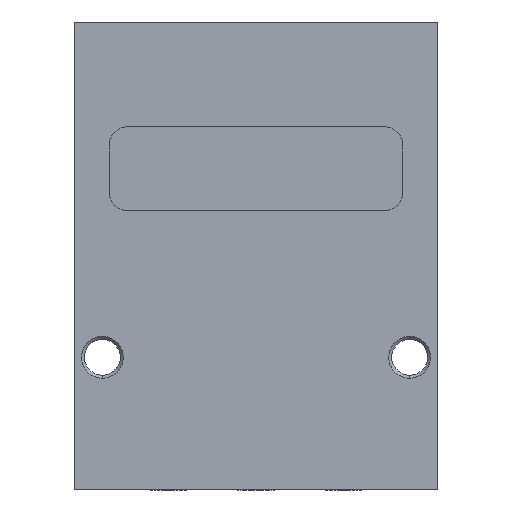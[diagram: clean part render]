
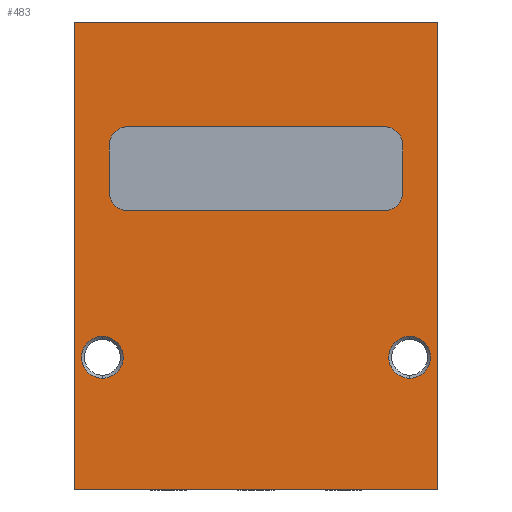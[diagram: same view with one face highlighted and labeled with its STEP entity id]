
A CAD part, front view. The second image highlights one B-rep face of the part: STEP entity #483.
In plain terms, the highlighted planar face has unit normal (0, -1, 0).
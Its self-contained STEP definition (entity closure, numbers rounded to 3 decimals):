
#483=ADVANCED_FACE('NONE',(#1220,#1221,#1222,#1223),#1224,.F.);
#1220=FACE_OUTER_BOUND('',#2259,.T.);
#1221=FACE_BOUND('',#2260,.T.);
#1222=FACE_BOUND('',#2261,.T.);
#1223=FACE_BOUND('',#2262,.T.);
#1224=PLANE('',#2263);
#2259=EDGE_LOOP('',(#3615,#3616,#3617,#3618));
#2260=EDGE_LOOP('',(#3619,#3620));
#2261=EDGE_LOOP('',(#3621,#3622));
#2262=EDGE_LOOP('',(#3623,#3624,#3625,#3626,#3627,#3628,#3629,#3630));
#2263=AXIS2_PLACEMENT_3D('',#3631,#3632,#3633);
#3615=ORIENTED_EDGE('',*,*,#6090,.F.);
#3616=ORIENTED_EDGE('',*,*,#6091,.F.);
#3617=ORIENTED_EDGE('',*,*,#6092,.F.);
#3618=ORIENTED_EDGE('',*,*,#6093,.F.);
#3619=ORIENTED_EDGE('',*,*,#6094,.F.);
#3620=ORIENTED_EDGE('',*,*,#6095,.F.);
#3621=ORIENTED_EDGE('',*,*,#6096,.F.);
#3622=ORIENTED_EDGE('',*,*,#6097,.F.);
#3623=ORIENTED_EDGE('',*,*,#6098,.F.);
#3624=ORIENTED_EDGE('',*,*,#6099,.F.);
#3625=ORIENTED_EDGE('',*,*,#6100,.F.);
#3626=ORIENTED_EDGE('',*,*,#6101,.F.);
#3627=ORIENTED_EDGE('',*,*,#6102,.F.);
#3628=ORIENTED_EDGE('',*,*,#5912,.F.);
#3629=ORIENTED_EDGE('',*,*,#6103,.F.);
#3630=ORIENTED_EDGE('',*,*,#6022,.F.);
#3631=CARTESIAN_POINT('',(-16.51,0.0,-21.273));
#3632=DIRECTION('',(0.0,1.0,0.0));
#3633=DIRECTION('',(1.0,0.0,-0.0));
#5912=EDGE_CURVE('NONE',#7032,#7027,#7034,.T.);
#6022=EDGE_CURVE('NONE',#7215,#7211,#7217,.T.);
#6090=EDGE_CURVE('NONE',#7322,#7323,#7324,.T.);
#6091=EDGE_CURVE('NONE',#7325,#7322,#7326,.T.);
#6092=EDGE_CURVE('NONE',#7327,#7325,#7328,.T.);
#6093=EDGE_CURVE('NONE',#7323,#7327,#7329,.T.);
#6094=EDGE_CURVE('NONE',#7330,#7331,#7332,.T.);
#6095=EDGE_CURVE('NONE',#7331,#7330,#7333,.T.);
#6096=EDGE_CURVE('NONE',#7334,#7335,#7336,.T.);
#6097=EDGE_CURVE('NONE',#7335,#7334,#7337,.T.);
#6098=EDGE_CURVE('NONE',#7338,#7215,#7339,.T.);
#6099=EDGE_CURVE('NONE',#7340,#7338,#7341,.T.);
#6100=EDGE_CURVE('NONE',#7342,#7340,#7343,.T.);
#6101=EDGE_CURVE('NONE',#7344,#7342,#7345,.T.);
#6102=EDGE_CURVE('NONE',#7027,#7344,#7346,.T.);
#6103=EDGE_CURVE('NONE',#7211,#7032,#7347,.T.);
#7027=VERTEX_POINT('NONE',#8529);
#7032=VERTEX_POINT('NONE',#8536);
#7034=LINE('',#8539,#8540);
#7211=VERTEX_POINT('NONE',#8764);
#7215=VERTEX_POINT('NONE',#8770);
#7217=LINE('',#8773,#8774);
#7322=VERTEX_POINT('NONE',#8906);
#7323=VERTEX_POINT('NONE',#8907);
#7324=LINE('',#8908,#8909);
#7325=VERTEX_POINT('NONE',#8910);
#7326=LINE('',#8911,#8912);
#7327=VERTEX_POINT('NONE',#8913);
#7328=LINE('',#8914,#8915);
#7329=LINE('',#8916,#8917);
#7330=VERTEX_POINT('NONE',#8918);
#7331=VERTEX_POINT('NONE',#8919);
#7332=CIRCLE('',#8920,1.905);
#7333=CIRCLE('',#8921,1.905);
#7334=VERTEX_POINT('NONE',#8922);
#7335=VERTEX_POINT('NONE',#8923);
#7336=CIRCLE('',#8924,1.905);
#7337=CIRCLE('',#8925,1.905);
#7338=VERTEX_POINT('NONE',#8926);
#7339=CIRCLE('',#8927,1.651);
#7340=VERTEX_POINT('NONE',#8928);
#7341=LINE('',#8929,#8930);
#7342=VERTEX_POINT('NONE',#8931);
#7343=CIRCLE('',#8932,1.651);
#7344=VERTEX_POINT('NONE',#8933);
#7345=LINE('',#8934,#8935);
#7346=CIRCLE('',#8936,1.651);
#7347=CIRCLE('',#8937,1.651);
#8529=CARTESIAN_POINT('',(11.684,0.0,4.128));
#8536=CARTESIAN_POINT('',(-11.684,0.0,4.128));
#8539=CARTESIAN_POINT('',(-16.51,0.0,4.128));
#8540=VECTOR('',#10290,1000.0);
#8764=CARTESIAN_POINT('',(-13.335,0.0,5.779));
#8770=CARTESIAN_POINT('',(-13.335,0.0,10.097));
#8773=CARTESIAN_POINT('',(-13.335,0.0,-21.273));
#8774=VECTOR('',#10443,1000.0);
#8906=CARTESIAN_POINT('',(16.51,0.0,-21.273));
#8907=CARTESIAN_POINT('',(-16.51,0.0,-21.273));
#8908=CARTESIAN_POINT('',(-16.51,0.0,-21.273));
#8909=VECTOR('',#10543,1000.0);
#8910=CARTESIAN_POINT('',(16.51,0.0,21.273));
#8911=CARTESIAN_POINT('',(16.51,0.0,-21.273));
#8912=VECTOR('',#10544,1000.0);
#8913=CARTESIAN_POINT('',(-16.51,0.0,21.273));
#8914=CARTESIAN_POINT('',(-16.51,0.0,21.273));
#8915=VECTOR('',#10545,1000.0);
#8916=CARTESIAN_POINT('',(-16.51,0.0,-21.273));
#8917=VECTOR('',#10546,1000.0);
#8918=CARTESIAN_POINT('',(13.97,0.,-11.113));
#8919=CARTESIAN_POINT('',(13.97,0.,-7.302));
#8920=AXIS2_PLACEMENT_3D('',#10547,#10548,#10549);
#8921=AXIS2_PLACEMENT_3D('',#10550,#10551,#10552);
#8922=CARTESIAN_POINT('',(-13.97,0.,-11.113));
#8923=CARTESIAN_POINT('',(-13.97,0.,-7.302));
#8924=AXIS2_PLACEMENT_3D('',#10553,#10554,#10555);
#8925=AXIS2_PLACEMENT_3D('',#10556,#10557,#10558);
#8926=CARTESIAN_POINT('',(-11.684,0.0,11.748));
#8927=AXIS2_PLACEMENT_3D('',#10559,#10560,#10561);
#8928=CARTESIAN_POINT('',(11.684,0.0,11.748));
#8929=CARTESIAN_POINT('',(-16.51,0.0,11.748));
#8930=VECTOR('',#10562,1000.0);
#8931=CARTESIAN_POINT('',(13.335,0.0,10.097));
#8932=AXIS2_PLACEMENT_3D('',#10563,#10564,#10565);
#8933=CARTESIAN_POINT('',(13.335,0.0,5.779));
#8934=CARTESIAN_POINT('',(13.335,0.0,-21.273));
#8935=VECTOR('',#10566,1000.0);
#8936=AXIS2_PLACEMENT_3D('',#10567,#10568,#10569);
#8937=AXIS2_PLACEMENT_3D('',#10570,#10571,#10572);
#10290=DIRECTION('',(1.0,0.0,-0.0));
#10443=DIRECTION('',(-0.0,0.0,-1.0));
#10543=DIRECTION('',(-1.0,-0.0,0.0));
#10544=DIRECTION('',(-0.0,0.0,-1.0));
#10545=DIRECTION('',(1.0,0.0,-0.0));
#10546=DIRECTION('',(0.0,-0.0,1.0));
#10547=CARTESIAN_POINT('',(13.97,0.,-9.208));
#10548=DIRECTION('',(0.0,-1.0,0.0));
#10549=DIRECTION('',(0.0,0.0,-1.0));
#10550=CARTESIAN_POINT('',(13.97,0.,-9.208));
#10551=DIRECTION('',(0.0,-1.0,0.0));
#10552=DIRECTION('',(0.0,0.0,-1.0));
#10553=CARTESIAN_POINT('',(-13.97,0.,-9.208));
#10554=DIRECTION('',(0.0,-1.0,0.0));
#10555=DIRECTION('',(0.0,0.0,-1.0));
#10556=CARTESIAN_POINT('',(-13.97,0.,-9.208));
#10557=DIRECTION('',(0.0,-1.0,0.0));
#10558=DIRECTION('',(0.0,0.0,-1.0));
#10559=CARTESIAN_POINT('',(-11.684,0.0,10.097));
#10560=DIRECTION('',(0.0,-1.0,0.0));
#10561=DIRECTION('',(0.0,0.0,-1.0));
#10562=DIRECTION('',(-1.0,-0.0,0.0));
#10563=CARTESIAN_POINT('',(11.684,0.0,10.097));
#10564=DIRECTION('',(0.0,-1.0,0.0));
#10565=DIRECTION('',(0.0,0.0,-1.0));
#10566=DIRECTION('',(0.0,-0.0,1.0));
#10567=CARTESIAN_POINT('',(11.684,0.0,5.779));
#10568=DIRECTION('',(0.0,-1.0,0.0));
#10569=DIRECTION('',(0.0,0.0,-1.0));
#10570=CARTESIAN_POINT('',(-11.684,0.0,5.779));
#10571=DIRECTION('',(0.0,-1.0,0.0));
#10572=DIRECTION('',(0.0,0.0,-1.0));
